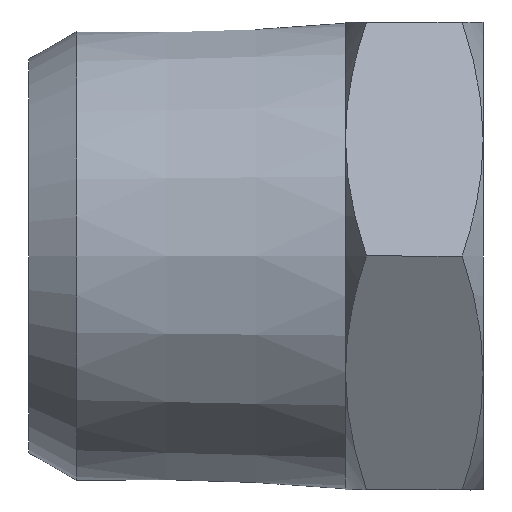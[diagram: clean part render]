
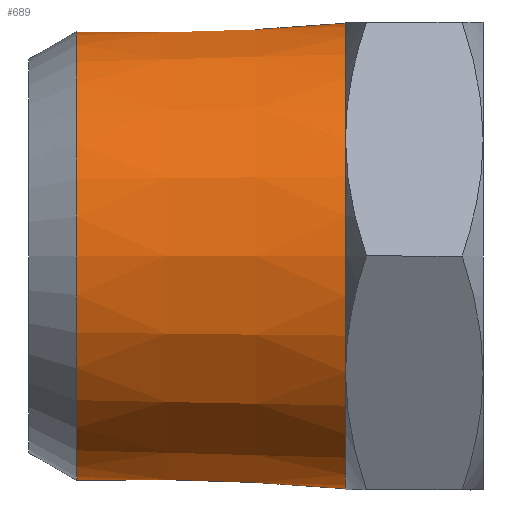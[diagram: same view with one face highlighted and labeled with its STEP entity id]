
A CAD part, left-side view. The second image highlights one B-rep face of the part: STEP entity #689.
In plain terms, the highlighted conical face has half-angle 1.79 degrees and reference radius 8.15 mm.
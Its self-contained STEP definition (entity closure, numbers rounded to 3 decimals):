
#26 = VERTEX_POINT ( 'NONE', #504 ) ;
#31 = VERTEX_POINT ( 'NONE', #437 ) ;
#62 = CONICAL_SURFACE ( 'NONE', #185, 8.15, 0.031 ) ;
#68 = FACE_BOUND ( 'NONE', #713, .T. ) ;
#84 = FACE_OUTER_BOUND ( 'NONE', #715, .T. ) ;
#108 = CIRCLE ( 'NONE', #208, 8.15 ) ;
#135 = CIRCLE ( 'NONE', #212, 8.455 ) ;
#185 = AXIS2_PLACEMENT_3D ( 'NONE', #331, #343, #324 ) ;
#208 = AXIS2_PLACEMENT_3D ( 'NONE', #667, #434, #441 ) ;
#212 = AXIS2_PLACEMENT_3D ( 'NONE', #628, #632, #626 ) ;
#231 = EDGE_CURVE ( 'NONE', #31, #31, #135, .T. ) ;
#263 = EDGE_CURVE ( 'NONE', #26, #26, #108, .T. ) ;
#324 = DIRECTION ( 'NONE',  ( 1., 0., 0. ) ) ;
#331 = CARTESIAN_POINT ( 'NONE',  ( 0., 14.768, 0. ) ) ;
#343 = DIRECTION ( 'NONE',  ( 0., -1., 0. ) ) ;
#434 = DIRECTION ( 'NONE',  ( 0., 1., 0. ) ) ;
#437 = CARTESIAN_POINT ( 'NONE',  ( 8.455, 5., 0. ) ) ;
#441 = DIRECTION ( 'NONE',  ( 0., 0., -1. ) ) ;
#504 = CARTESIAN_POINT ( 'NONE',  ( 0., 14.768, -8.15 ) ) ;
#626 = DIRECTION ( 'NONE',  ( 1., 0., 0. ) ) ;
#628 = CARTESIAN_POINT ( 'NONE',  ( 0., 5., 0. ) ) ;
#632 = DIRECTION ( 'NONE',  ( 0., -1., 0. ) ) ;
#667 = CARTESIAN_POINT ( 'NONE',  ( 0., 14.768, 0. ) ) ;
#689 = ADVANCED_FACE ( 'NONE', ( #68, #84 ), #62, .T. ) ;
#713 = EDGE_LOOP ( 'NONE', ( #798 ) ) ;
#715 = EDGE_LOOP ( 'NONE', ( #799 ) ) ;
#798 = ORIENTED_EDGE ( 'NONE', *, *, #263, .F. ) ;
#799 = ORIENTED_EDGE ( 'NONE', *, *, #231, .F. ) ;
